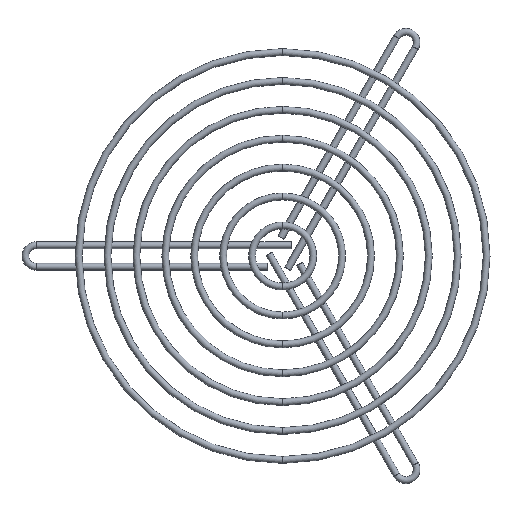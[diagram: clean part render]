
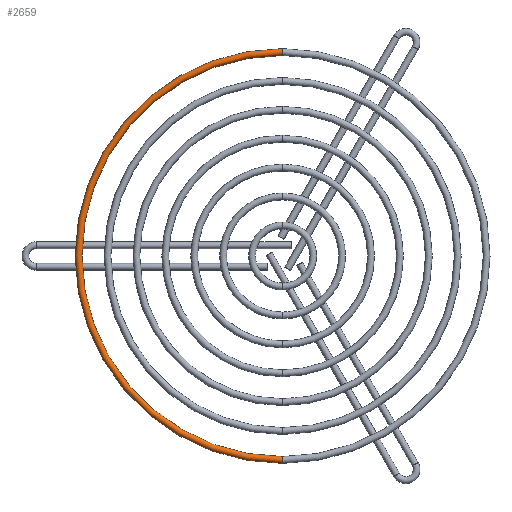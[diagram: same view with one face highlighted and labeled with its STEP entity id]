
A CAD part, front view. The second image highlights one B-rep face of the part: STEP entity #2659.
In plain terms, the highlighted toroidal (fillet/blend) face has major radius 60 mm and minor radius 1 mm.
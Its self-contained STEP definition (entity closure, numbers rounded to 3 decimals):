
#244 = DIRECTION ( 'NONE',  ( 0., 0., 1. ) ) ;
#338 = DIRECTION ( 'NONE',  ( 0., 0., 1. ) ) ;
#456 = CARTESIAN_POINT ( 'NONE',  ( 0., 0., -60. ) ) ;
#498 = CARTESIAN_POINT ( 'NONE',  ( 0., 0., -61. ) ) ;
#539 = EDGE_CURVE ( 'NONE', #1549, #3500, #601, .T. ) ;
#543 = EDGE_LOOP ( 'NONE', ( #1343, #2695, #3018, #3483 ) ) ;
#601 = CIRCLE ( 'NONE', #2810, 61. ) ;
#634 = EDGE_CURVE ( 'NONE', #2241, #3640, #3504, .T. ) ;
#708 = DIRECTION ( 'NONE',  ( 0., 1., 0. ) ) ;
#817 = AXIS2_PLACEMENT_3D ( 'NONE', #456, #1928, #3469 ) ;
#1011 = CARTESIAN_POINT ( 'NONE',  ( 0., 0., 0. ) ) ;
#1219 = CIRCLE ( 'NONE', #3438, 1. ) ;
#1258 = CIRCLE ( 'NONE', #817, 1. ) ;
#1282 = CARTESIAN_POINT ( 'NONE',  ( 0., 0., 61. ) ) ;
#1343 = ORIENTED_EDGE ( 'NONE', *, *, #539, .F. ) ;
#1532 = DIRECTION ( 'NONE',  ( 0., 0., 1. ) ) ;
#1549 = VERTEX_POINT ( 'NONE', #498 ) ;
#1737 = AXIS2_PLACEMENT_3D ( 'NONE', #3473, #1971, #244 ) ;
#1745 = CARTESIAN_POINT ( 'NONE',  ( 0., 0., -59. ) ) ;
#1908 = CARTESIAN_POINT ( 'NONE',  ( 0., 0., 59. ) ) ;
#1928 = DIRECTION ( 'NONE',  ( 1., 0., 0. ) ) ;
#1971 = DIRECTION ( 'NONE',  ( 0., 1., 0. ) ) ;
#2117 = DIRECTION ( 'NONE',  ( -1., 0., 0. ) ) ;
#2241 = VERTEX_POINT ( 'NONE', #1745 ) ;
#2254 = FACE_OUTER_BOUND ( 'NONE', #543, .T. ) ;
#2397 = TOROIDAL_SURFACE ( 'NONE', #3533, 60., 1. ) ;
#2410 = CARTESIAN_POINT ( 'NONE',  ( 0., 0., 60. ) ) ;
#2514 = EDGE_CURVE ( 'NONE', #3640, #3500, #1219, .T. ) ;
#2634 = CARTESIAN_POINT ( 'NONE',  ( 0., 0., 0. ) ) ;
#2659 = ADVANCED_FACE ( 'NONE', ( #2254 ), #2397, .T. ) ;
#2695 = ORIENTED_EDGE ( 'NONE', *, *, #3048, .F. ) ;
#2810 = AXIS2_PLACEMENT_3D ( 'NONE', #2634, #2915, #1532 ) ;
#2915 = DIRECTION ( 'NONE',  ( 0., 1., 0. ) ) ;
#3018 = ORIENTED_EDGE ( 'NONE', *, *, #634, .T. ) ;
#3048 = EDGE_CURVE ( 'NONE', #2241, #1549, #1258, .T. ) ;
#3130 = DIRECTION ( 'NONE',  ( 0., 0., 1. ) ) ;
#3438 = AXIS2_PLACEMENT_3D ( 'NONE', #2410, #2117, #338 ) ;
#3469 = DIRECTION ( 'NONE',  ( 0., 0., -1. ) ) ;
#3473 = CARTESIAN_POINT ( 'NONE',  ( 0., 0., 0. ) ) ;
#3483 = ORIENTED_EDGE ( 'NONE', *, *, #2514, .T. ) ;
#3500 = VERTEX_POINT ( 'NONE', #1282 ) ;
#3504 = CIRCLE ( 'NONE', #1737, 59. ) ;
#3533 = AXIS2_PLACEMENT_3D ( 'NONE', #1011, #708, #3130 ) ;
#3640 = VERTEX_POINT ( 'NONE', #1908 ) ;
